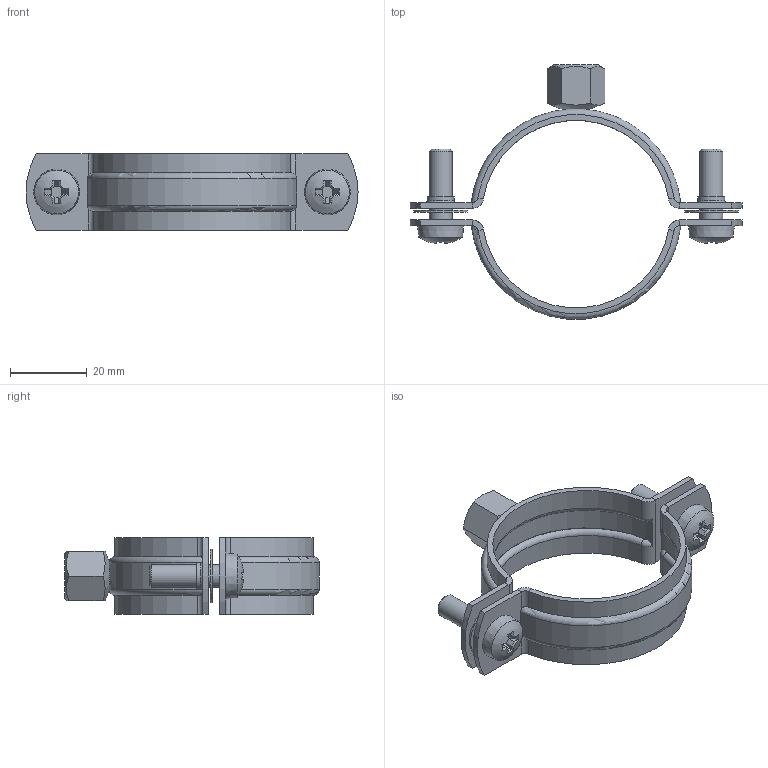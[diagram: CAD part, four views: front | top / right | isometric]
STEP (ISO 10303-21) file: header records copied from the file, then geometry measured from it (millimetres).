
FILE_DESCRIPTION((''),'2;1');
FILE_NAME('120645.stp','2010-11-17T13:42:37',('DMK009'),(''),'Autodesk Inventor 2011','Autodesk Inventor 2011','');
FILE_SCHEMA(('AUTOMOTIVE_DESIGN { 1 0 10303 214 1 1 1 1 }'));
Length unit declared in the file: millimetre
Products named in the file (1): 120645
Bounding box: 86.7 x 66.4 x 20 mm (x, y, z)
Volume: 10308 mm3; surface area: 12409.8 mm2
Topology: 1 solids, 1 shells, 185 faces, 454 edges, 286 vertices
Faces by surface type: plane 83, cylinder 44, cone 33, torus 22, sphere 3
Full cylindrical faces by diameter (mm): 5.5 x2, 6 x6, 6.5 x2, 6.647 x1, 7 x2, 14 x2
Entity records: 5507 total; most frequent: CARTESIAN_POINT 1287, DIRECTION 902, ORIENTED_EDGE 824, EDGE_CURVE 412, AXIS2_PLACEMENT_3D 378, VERTEX_POINT 276, EDGE_LOOP 234, FACE_OUTER_BOUND 185
